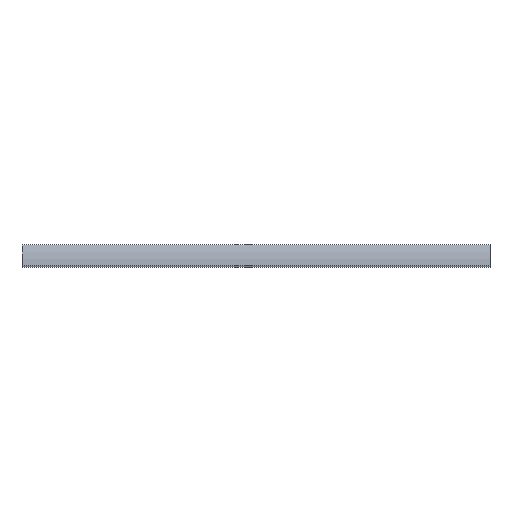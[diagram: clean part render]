
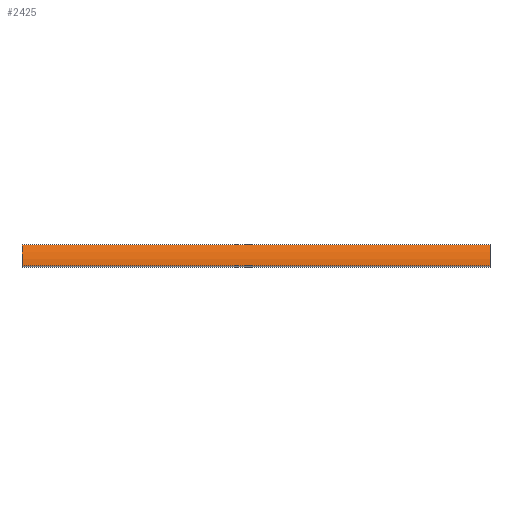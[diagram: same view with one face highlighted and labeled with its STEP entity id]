
A CAD part, top view. The second image highlights one B-rep face of the part: STEP entity #2425.
In plain terms, the highlighted cylindrical face has radius 100 mm (diameter 200 mm), a partial arc.
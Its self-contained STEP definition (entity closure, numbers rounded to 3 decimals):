
#97 = EDGE_CURVE ( 'NONE', #2211, #398, #1477, .T. ) ;
#122 = EDGE_CURVE ( 'NONE', #368, #398, #1521, .T. ) ;
#143 = EDGE_CURVE ( 'NONE', #2237, #2211, #1544, .T. ) ;
#163 = EDGE_CURVE ( 'NONE', #368, #2237, #1603, .T. ) ;
#368 = VERTEX_POINT ( 'NONE', #3238 ) ;
#398 = VERTEX_POINT ( 'NONE', #3268 ) ;
#476 = AXIS2_PLACEMENT_3D ( 'NONE', #2671, #2673, #2674 ) ;
#484 = AXIS2_PLACEMENT_3D ( 'NONE', #2807, #2811, #2812 ) ;
#548 = AXIS2_PLACEMENT_3D ( 'NONE', #3509, #3508, #3507 ) ;
#674 = EDGE_LOOP ( 'NONE', ( #1317, #1337, #1299, #1300 ) ) ;
#1299 = ORIENTED_EDGE ( 'NONE', *, *, #97, .F. ) ;
#1300 = ORIENTED_EDGE ( 'NONE', *, *, #143, .F. ) ;
#1317 = ORIENTED_EDGE ( 'NONE', *, *, #163, .F. ) ;
#1337 = ORIENTED_EDGE ( 'NONE', *, *, #122, .T. ) ;
#1477 = CIRCLE ( 'NONE', #476, 100. ) ;
#1521 = LINE ( 'NONE', #2726, #1522 ) ;
#1522 = VECTOR ( 'NONE', #2727, 1000. ) ;
#1544 = LINE ( 'NONE', #2762, #1563 ) ;
#1563 = VECTOR ( 'NONE', #2770, 1000. ) ;
#1603 = CIRCLE ( 'NONE', #484, 100. ) ;
#1975 = CYLINDRICAL_SURFACE ( 'NONE', #548, 100. ) ;
#1991 = FACE_OUTER_BOUND ( 'NONE', #674, .T. ) ;
#2211 = VERTEX_POINT ( 'NONE', #3404 ) ;
#2237 = VERTEX_POINT ( 'NONE', #3430 ) ;
#2425 = ADVANCED_FACE ( 'NONE', ( #1991 ), #1975, .T. ) ;
#2671 = CARTESIAN_POINT ( 'NONE',  ( 0., -20.706, -77.274 ) ) ;
#2673 = DIRECTION ( 'NONE',  ( 1., 0., 0. ) ) ;
#2674 = DIRECTION ( 'NONE',  ( 0., 0., -1. ) ) ;
#2726 = CARTESIAN_POINT ( 'NONE',  ( -1067.779, -17.613, 22.678 ) ) ;
#2727 = DIRECTION ( 'NONE',  ( 1., 0., 0. ) ) ;
#2762 = CARTESIAN_POINT ( 'NONE',  ( -1067.779, 26.592, 10.833 ) ) ;
#2770 = DIRECTION ( 'NONE',  ( 1., 0., 0. ) ) ;
#2807 = CARTESIAN_POINT ( 'NONE',  ( -1000., -20.706, -77.274 ) ) ;
#2811 = DIRECTION ( 'NONE',  ( -1., 0., 0. ) ) ;
#2812 = DIRECTION ( 'NONE',  ( 0., 0., -1. ) ) ;
#3238 = CARTESIAN_POINT ( 'NONE',  ( -1000., -17.613, 22.678 ) ) ;
#3268 = CARTESIAN_POINT ( 'NONE',  ( 0., -17.613, 22.678 ) ) ;
#3404 = CARTESIAN_POINT ( 'NONE',  ( 0., 26.592, 10.833 ) ) ;
#3430 = CARTESIAN_POINT ( 'NONE',  ( -1000., 26.592, 10.833 ) ) ;
#3507 = DIRECTION ( 'NONE',  ( 0., 0., -1. ) ) ;
#3508 = DIRECTION ( 'NONE',  ( 1., 0., 0. ) ) ;
#3509 = CARTESIAN_POINT ( 'NONE',  ( -1067.779, -20.706, -77.274 ) ) ;
